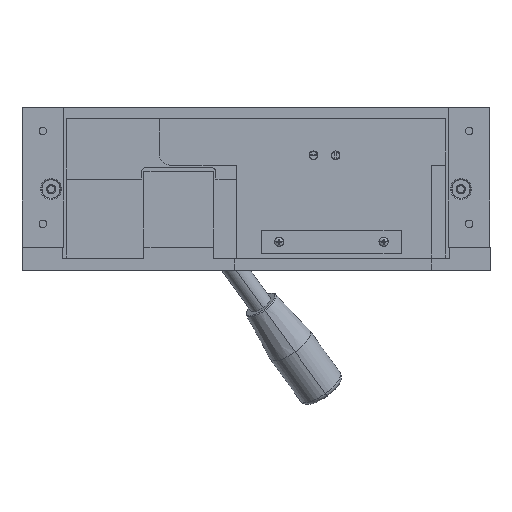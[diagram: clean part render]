
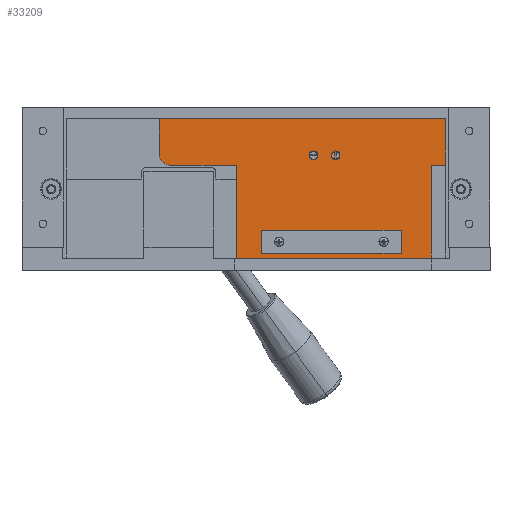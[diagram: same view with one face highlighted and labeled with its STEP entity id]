
A CAD part, front view. The second image highlights one B-rep face of the part: STEP entity #33209.
In plain terms, the highlighted planar face has unit normal (0, -1, 0).
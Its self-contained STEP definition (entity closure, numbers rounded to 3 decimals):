
#2222 = CARTESIAN_POINT ( 'NONE',  ( 81.75, -6.8, -20. ) ) ;
#2361 = CARTESIAN_POINT ( 'NONE',  ( 75.45, -6.8, -20. ) ) ;
#2544 = CARTESIAN_POINT ( 'NONE',  ( 75.45, -6.8, -60. ) ) ;
#3378 = FACE_OUTER_BOUND ( 'NONE', #8640, .T. ) ;
#3568 = DIRECTION ( 'NONE',  ( 0., -1., 0. ) ) ;
#3603 = ORIENTED_EDGE ( 'NONE', *, *, #7431, .F. ) ;
#3648 = VERTEX_POINT ( 'NONE', #26155 ) ;
#3891 = VERTEX_POINT ( 'NONE', #22988 ) ;
#4460 = EDGE_CURVE ( 'NONE', #15949, #6496, #7164, .T. ) ;
#5158 = CARTESIAN_POINT ( 'NONE',  ( 75.45, -6.8, -20. ) ) ;
#5602 = ORIENTED_EDGE ( 'NONE', *, *, #4460, .T. ) ;
#5943 = ORIENTED_EDGE ( 'NONE', *, *, #11534, .F. ) ;
#5948 = ORIENTED_EDGE ( 'NONE', *, *, #25698, .T. ) ;
#6496 = VERTEX_POINT ( 'NONE', #13842 ) ;
#6866 = CARTESIAN_POINT ( 'NONE',  ( -8.45, -6.8, -20. ) ) ;
#6906 = EDGE_CURVE ( 'NONE', #3891, #15949, #23470, .T. ) ;
#7164 = CIRCLE ( 'NONE', #15562, 5. ) ;
#7431 = EDGE_CURVE ( 'NONE', #23514, #7947, #22622, .T. ) ;
#7932 = CARTESIAN_POINT ( 'NONE',  ( 75.45, -6.8, -60. ) ) ;
#7947 = VERTEX_POINT ( 'NONE', #9078 ) ;
#7969 = LINE ( 'NONE', #8471, #28374 ) ;
#8471 = CARTESIAN_POINT ( 'NONE',  ( 81.75, -6.8, -20. ) ) ;
#8640 = EDGE_LOOP ( 'NONE', ( #12730, #29345, #5602, #5948, #3603, #5943, #34433, #9232, #29825 ) ) ;
#8705 = DIRECTION ( 'NONE',  ( 0., 0., 1. ) ) ;
#9078 = CARTESIAN_POINT ( 'NONE',  ( -8.45, -6.8, -20. ) ) ;
#9232 = ORIENTED_EDGE ( 'NONE', *, *, #28032, .F. ) ;
#9541 = VECTOR ( 'NONE', #27253, 1000. ) ;
#9690 = DIRECTION ( 'NONE',  ( 0., 0., 1. ) ) ;
#9781 = CARTESIAN_POINT ( 'NONE',  ( -8.45, -6.8, -60. ) ) ;
#10970 = DIRECTION ( 'NONE',  ( 0., 1., 0. ) ) ;
#11207 = DIRECTION ( 'NONE',  ( -1., 0., 0. ) ) ;
#11534 = EDGE_CURVE ( 'NONE', #33706, #23514, #30027, .T. ) ;
#11932 = EDGE_CURVE ( 'NONE', #33706, #26486, #31142, .T. ) ;
#12730 = ORIENTED_EDGE ( 'NONE', *, *, #24819, .T. ) ;
#12845 = LINE ( 'NONE', #5158, #9541 ) ;
#13842 = CARTESIAN_POINT ( 'NONE',  ( -36.75, -6.8, -20. ) ) ;
#14295 = VECTOR ( 'NONE', #31244, 1000. ) ;
#15562 = AXIS2_PLACEMENT_3D ( 'NONE', #27759, #3568, #32717 ) ;
#15949 = VERTEX_POINT ( 'NONE', #31246 ) ;
#16226 = CARTESIAN_POINT ( 'NONE',  ( 75.45, -6.8, -60. ) ) ;
#18292 = VECTOR ( 'NONE', #29296, 1000. ) ;
#18776 = CARTESIAN_POINT ( 'NONE',  ( 75.45, -6.8, -60. ) ) ;
#20566 = LINE ( 'NONE', #6866, #24713 ) ;
#20962 = EDGE_CURVE ( 'NONE', #29994, #3648, #7969, .T. ) ;
#21769 = AXIS2_PLACEMENT_3D ( 'NONE', #16226, #10970, #11207 ) ;
#22622 = LINE ( 'NONE', #31069, #29196 ) ;
#22988 = CARTESIAN_POINT ( 'NONE',  ( -41.75, -6.8, 0. ) ) ;
#23470 = LINE ( 'NONE', #34022, #14295 ) ;
#23514 = VERTEX_POINT ( 'NONE', #9781 ) ;
#24713 = VECTOR ( 'NONE', #25495, 1000. ) ;
#24819 = EDGE_CURVE ( 'NONE', #3648, #3891, #34268, .T. ) ;
#25495 = DIRECTION ( 'NONE',  ( 1., 0., 0. ) ) ;
#25698 = EDGE_CURVE ( 'NONE', #6496, #7947, #20566, .T. ) ;
#26155 = CARTESIAN_POINT ( 'NONE',  ( 81.75, -6.8, 0. ) ) ;
#26330 = DIRECTION ( 'NONE',  ( -1., 0., 0. ) ) ;
#26361 = PLANE ( 'NONE',  #21769 ) ;
#26486 = VERTEX_POINT ( 'NONE', #2361 ) ;
#26695 = CARTESIAN_POINT ( 'NONE',  ( 75.45, -6.8, 0. ) ) ;
#26707 = VECTOR ( 'NONE', #26330, 1000. ) ;
#27253 = DIRECTION ( 'NONE',  ( -1., 0., 0. ) ) ;
#27759 = CARTESIAN_POINT ( 'NONE',  ( -36.75, -6.8, -15. ) ) ;
#28032 = EDGE_CURVE ( 'NONE', #29994, #26486, #12845, .T. ) ;
#28374 = VECTOR ( 'NONE', #8705, 1000. ) ;
#29196 = VECTOR ( 'NONE', #9690, 1000. ) ;
#29296 = DIRECTION ( 'NONE',  ( 0., 0., 1. ) ) ;
#29345 = ORIENTED_EDGE ( 'NONE', *, *, #6906, .T. ) ;
#29825 = ORIENTED_EDGE ( 'NONE', *, *, #20962, .T. ) ;
#29994 = VERTEX_POINT ( 'NONE', #2222 ) ;
#30027 = LINE ( 'NONE', #18776, #26707 ) ;
#30956 = VECTOR ( 'NONE', #34364, 1000. ) ;
#31069 = CARTESIAN_POINT ( 'NONE',  ( -8.45, -6.8, -60. ) ) ;
#31142 = LINE ( 'NONE', #2544, #18292 ) ;
#31244 = DIRECTION ( 'NONE',  ( 0., 0., -1. ) ) ;
#31246 = CARTESIAN_POINT ( 'NONE',  ( -41.75, -6.8, -15. ) ) ;
#32717 = DIRECTION ( 'NONE',  ( 0., 0., 1. ) ) ;
#33209 = ADVANCED_FACE ( 'NONE', ( #3378 ), #26361, .F. ) ;
#33706 = VERTEX_POINT ( 'NONE', #7932 ) ;
#34022 = CARTESIAN_POINT ( 'NONE',  ( -41.75, -6.8, 0. ) ) ;
#34268 = LINE ( 'NONE', #26695, #30956 ) ;
#34364 = DIRECTION ( 'NONE',  ( -1., 0., 0. ) ) ;
#34433 = ORIENTED_EDGE ( 'NONE', *, *, #11932, .T. ) ;
